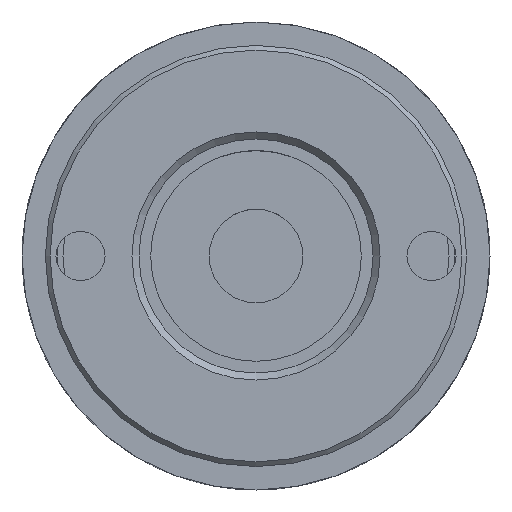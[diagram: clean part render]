
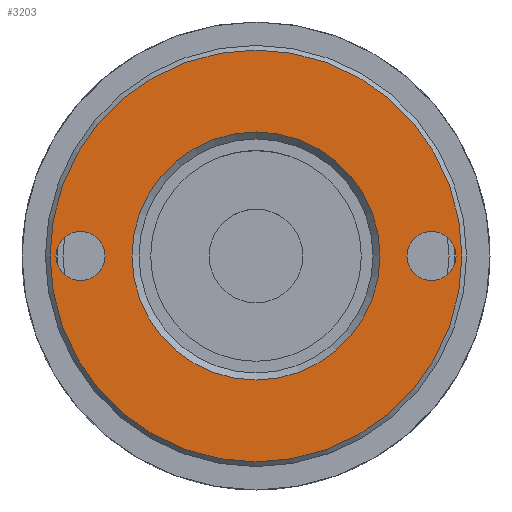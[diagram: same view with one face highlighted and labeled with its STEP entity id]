
A CAD part, front view. The second image highlights one B-rep face of the part: STEP entity #3203.
In plain terms, the highlighted planar face has unit normal (0, -1, 0).
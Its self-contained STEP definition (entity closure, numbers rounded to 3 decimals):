
#99=PLANE('',#3517);
#242=FACE_BOUND('',#611,.T.);
#243=FACE_BOUND('',#612,.T.);
#244=FACE_BOUND('',#613,.T.);
#275=CIRCLE('',#3456,8.8);
#276=CIRCLE('',#3457,8.8);
#287=CIRCLE('',#3472,5.3);
#288=CIRCLE('',#3473,5.3);
#297=CIRCLE('',#3488,1.05);
#298=CIRCLE('',#3489,1.05);
#299=CIRCLE('',#3491,1.05);
#300=CIRCLE('',#3492,1.05);
#408=FACE_OUTER_BOUND('',#610,.T.);
#610=EDGE_LOOP('',(#2469,#2470));
#611=EDGE_LOOP('',(#2471,#2472));
#612=EDGE_LOOP('',(#2473,#2474));
#613=EDGE_LOOP('',(#2475,#2476));
#1510=VERTEX_POINT('',#6626);
#1511=VERTEX_POINT('',#6628);
#1526=VERTEX_POINT('',#6672);
#1527=VERTEX_POINT('',#6674);
#1542=VERTEX_POINT('',#6890);
#1543=VERTEX_POINT('',#6891);
#1544=VERTEX_POINT('',#6896);
#1545=VERTEX_POINT('',#6897);
#1828=EDGE_CURVE('',#1511,#1510,#275,.T.);
#1829=EDGE_CURVE('',#1510,#1511,#276,.T.);
#1846=EDGE_CURVE('',#1527,#1526,#287,.T.);
#1847=EDGE_CURVE('',#1526,#1527,#288,.T.);
#1869=EDGE_CURVE('',#1542,#1543,#297,.T.);
#1870=EDGE_CURVE('',#1543,#1542,#298,.T.);
#1872=EDGE_CURVE('',#1544,#1545,#299,.T.);
#1873=EDGE_CURVE('',#1545,#1544,#300,.T.);
#2469=ORIENTED_EDGE('',*,*,#1828,.T.);
#2470=ORIENTED_EDGE('',*,*,#1829,.T.);
#2471=ORIENTED_EDGE('',*,*,#1846,.T.);
#2472=ORIENTED_EDGE('',*,*,#1847,.T.);
#2473=ORIENTED_EDGE('',*,*,#1872,.T.);
#2474=ORIENTED_EDGE('',*,*,#1873,.T.);
#2475=ORIENTED_EDGE('',*,*,#1869,.T.);
#2476=ORIENTED_EDGE('',*,*,#1870,.T.);
#3203=ADVANCED_FACE('',(#408,#242,#243,#244),#99,.F.);
#3456=AXIS2_PLACEMENT_3D('',#6629,#3812,#3813);
#3457=AXIS2_PLACEMENT_3D('',#6630,#3814,#3815);
#3472=AXIS2_PLACEMENT_3D('',#6675,#3846,#3847);
#3473=AXIS2_PLACEMENT_3D('',#6676,#3848,#3849);
#3488=AXIS2_PLACEMENT_3D('',#6892,#3883,#3884);
#3489=AXIS2_PLACEMENT_3D('',#6893,#3885,#3886);
#3491=AXIS2_PLACEMENT_3D('',#6898,#3890,#3891);
#3492=AXIS2_PLACEMENT_3D('',#6899,#3892,#3893);
#3517=AXIS2_PLACEMENT_3D('',#7185,#3962,#3963);
#3812=DIRECTION('center_axis',(0.,-1.,0.));
#3813=DIRECTION('ref_axis',(0.,0.,1.));
#3814=DIRECTION('center_axis',(0.,-1.,0.));
#3815=DIRECTION('ref_axis',(0.,0.,1.));
#3846=DIRECTION('center_axis',(0.,1.,0.));
#3847=DIRECTION('ref_axis',(0.,0.,1.));
#3848=DIRECTION('center_axis',(0.,1.,0.));
#3849=DIRECTION('ref_axis',(0.,0.,1.));
#3883=DIRECTION('center_axis',(0.,1.,0.));
#3884=DIRECTION('ref_axis',(0.,0.,1.));
#3885=DIRECTION('center_axis',(0.,1.,0.));
#3886=DIRECTION('ref_axis',(0.,0.,1.));
#3890=DIRECTION('center_axis',(0.,1.,0.));
#3891=DIRECTION('ref_axis',(0.,0.,1.));
#3892=DIRECTION('center_axis',(0.,1.,0.));
#3893=DIRECTION('ref_axis',(0.,0.,1.));
#3962=DIRECTION('center_axis',(0.,1.,0.));
#3963=DIRECTION('ref_axis',(0.,0.,1.));
#6626=CARTESIAN_POINT('',(0.,0.,-8.8));
#6628=CARTESIAN_POINT('',(0.,0.,8.8));
#6629=CARTESIAN_POINT('Origin',(0.,0.,0.));
#6630=CARTESIAN_POINT('Origin',(0.,0.,0.));
#6672=CARTESIAN_POINT('',(0.,0.,5.3));
#6674=CARTESIAN_POINT('',(0.,0.,-5.3));
#6675=CARTESIAN_POINT('Origin',(0.,0.,0.));
#6676=CARTESIAN_POINT('Origin',(0.,0.,0.));
#6890=CARTESIAN_POINT('',(-7.5,0.,1.05));
#6891=CARTESIAN_POINT('',(-7.5,0.,-1.05));
#6892=CARTESIAN_POINT('Origin',(-7.5,0.,0.));
#6893=CARTESIAN_POINT('Origin',(-7.5,0.,0.));
#6896=CARTESIAN_POINT('',(7.5,0.,1.05));
#6897=CARTESIAN_POINT('',(7.5,0.,-1.05));
#6898=CARTESIAN_POINT('Origin',(7.5,0.,0.));
#6899=CARTESIAN_POINT('Origin',(7.5,0.,0.));
#7185=CARTESIAN_POINT('Origin',(0.,0.,0.));
